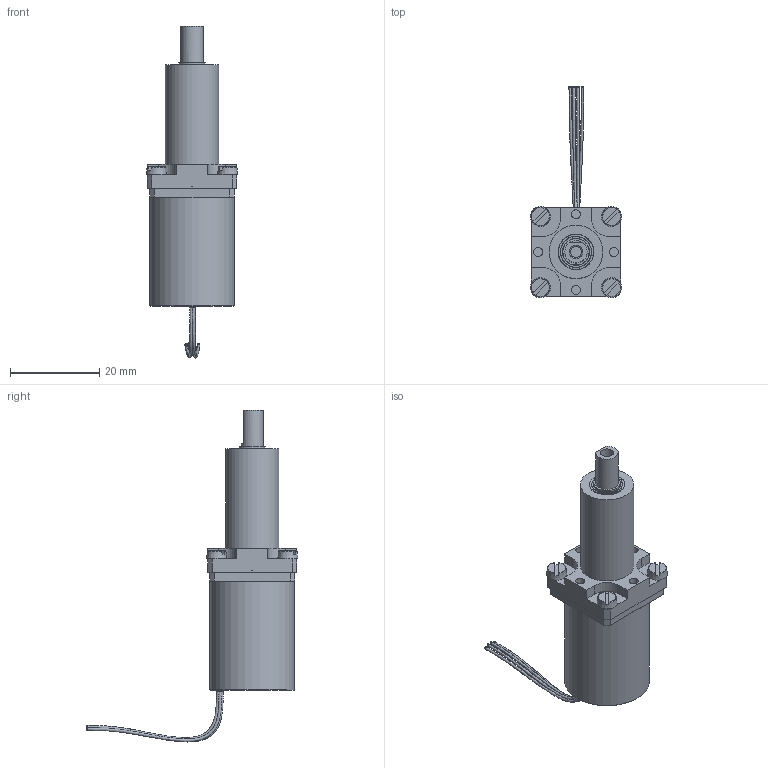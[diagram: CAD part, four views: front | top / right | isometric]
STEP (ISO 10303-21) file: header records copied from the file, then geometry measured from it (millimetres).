
FILE_DESCRIPTION(/* description */ (''),/* implementation_level */ '2;1');
FILE_NAME(/* name */ 'model_product_id171.stp',/* time_stamp */ '2016-07-20T14:45:07+02:00',/* author */ ('SD'),/* organization */ ('Micromotion GmbH Germany'),/* preprocessor_version */ 'ST-DEVELOPER v16.1',/* originating_system */ 'Autodesk Inventor 2016',/* authorisation */ '');
FILE_SCHEMA (('AUTOMOTIVE_DESIGN { 1 0 10303 214 3 1 1 }'));
Length unit declared in the file: millimetre
Products named in the file (1): MHD-10-500-P-S-SPM0105_Shrinkwrap_1
Bounding box: 20.5 x 47.56 x 74.58 mm (x, y, z)
Volume: 12094.2 mm3; surface area: 4491.5 mm2
Topology: 1 solids, 1 shells, 163 faces, 413 edges, 260 vertices
Faces by surface type: plane 103, cylinder 36, torus 10, cone 10, bspline 4
Full cylindrical faces by diameter (mm): 0.6 x4, 2.013 x8, 3 x1, 4.6 x1, 5 x2, 5.978 x1, 6.1 x1, 6.95 x1, 7.022 x1, 8 x1, 12 x1, 19 x1
Entity records: 5482 total; most frequent: CARTESIAN_POINT 1650, DIRECTION 766, ORIENTED_EDGE 722, EDGE_CURVE 357, AXIS2_PLACEMENT_3D 287, VERTEX_POINT 239, EDGE_LOOP 220, LINE 192
